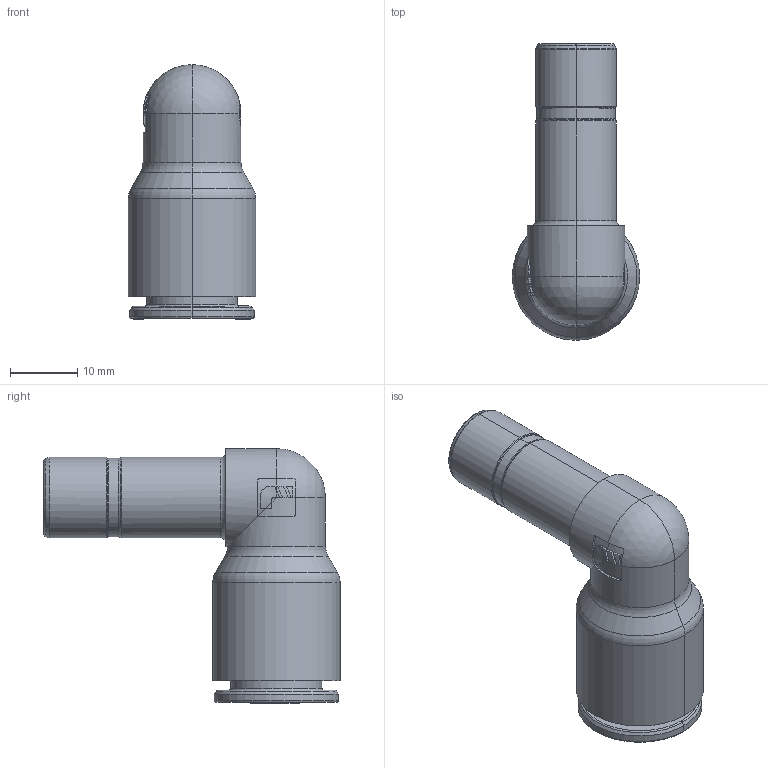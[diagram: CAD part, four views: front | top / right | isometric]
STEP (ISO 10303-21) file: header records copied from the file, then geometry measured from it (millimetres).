
FILE_DESCRIPTION(('STEP AP214'),'1');
FILE_NAME('6882_12_00.stp','2016-07-07T14:49:18',('TraceParts'),('TraceParts S.A.'),'Spatial InterOp 3D',' ',' ');
FILE_SCHEMA(('automotive_design'));
Length unit declared in the file: millimetre
Products named in the file (6): V882-12-00_ASM|Next assembly relationship#44112-19_ASM|Next assembly relationship#44112-21_ASM|Next assembly relationship#44112-32;44112-32; V882-12-00_ASM|Next assembly relationship#44112-19_ASM|Next assembly relationship#44112-21_ASM|Next assembly relationship#44112-30;44112-30; V882-12-00_ASM|Next assembly relationship#44112-19_ASM|Next assembly relationship#44112-21_ASM|Next assembly relationship#44112;44112; V882-12-00_ASM|Next assembly relationship#44112-19_ASM|Next assembly relationship#44112-40;44112-40; V882-12-00_ASM|Next assembly relationship#44522-08;44522-08; V882-12-00_ASM|Next assembly relationship#44112-11-10-ASM;44112-11-10-ASM
Bounding box: 18.98 x 44.15 x 37.95 mm (x, y, z)
Volume: 5204.6 mm3; surface area: 8748.3 mm2
Topology: 6 solids, 6 shells, 706 faces, 1782 edges, 1103 vertices
Faces by surface type: plane 259, cylinder 131, torus 120, cone 96, bspline 90, sphere 10
Entity records: 26295 total; most frequent: CARTESIAN_POINT 9614, ORIENTED_EDGE 3552, DIRECTION 3353, EDGE_CURVE 1776, AXIS2_PLACEMENT_3D 1216, VERTEX_POINT 1103, LINE 921, VECTOR 921
